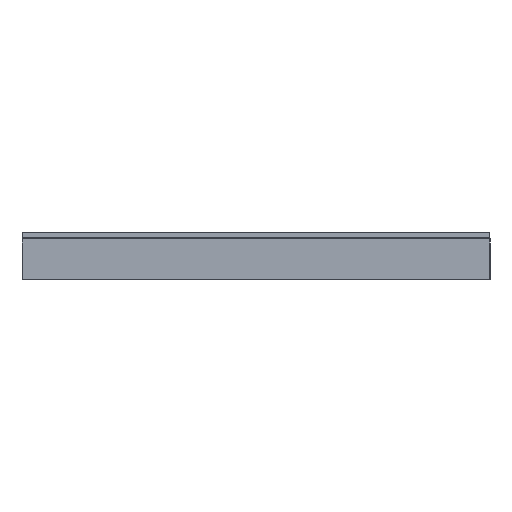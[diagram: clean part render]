
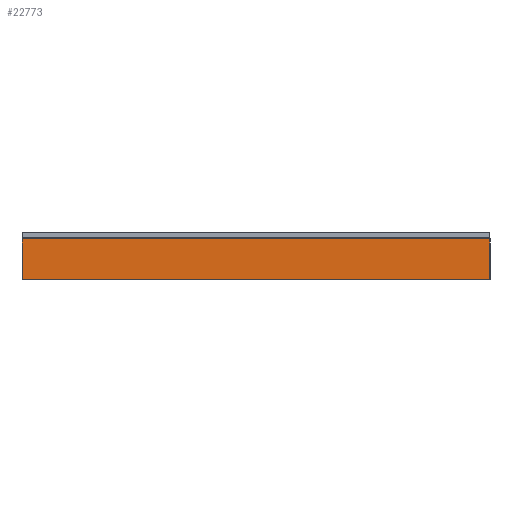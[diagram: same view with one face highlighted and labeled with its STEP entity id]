
A CAD part, left-side view. The second image highlights one B-rep face of the part: STEP entity #22773.
In plain terms, the highlighted planar face has unit normal (-1, 0, 0).
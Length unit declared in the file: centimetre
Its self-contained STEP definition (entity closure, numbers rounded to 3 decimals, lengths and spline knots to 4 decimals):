
#3062=FACE_OUTER_BOUND('',#4603,.T.);
#4603=EDGE_LOOP('',(#20780,#20781,#20782,#20783));
#6924=LINE('',#37834,#9265);
#6934=LINE('',#37874,#9275);
#6943=LINE('',#37893,#9284);
#6944=LINE('',#37894,#9285);
#9265=VECTOR('',#31249,1.);
#9275=VECTOR('',#31297,1.);
#9284=VECTOR('',#31316,1.);
#9285=VECTOR('',#31317,1.);
#11323=VERTEX_POINT('',#37828);
#11325=VERTEX_POINT('',#37832);
#11336=VERTEX_POINT('',#37872);
#11341=VERTEX_POINT('',#37892);
#14462=EDGE_CURVE('',#11323,#11325,#6924,.T.);
#14480=EDGE_CURVE('',#11336,#11325,#6934,.T.);
#14489=EDGE_CURVE('',#11323,#11341,#6943,.T.);
#14490=EDGE_CURVE('',#11341,#11336,#6944,.T.);
#20780=ORIENTED_EDGE('',*,*,#14489,.F.);
#20781=ORIENTED_EDGE('',*,*,#14462,.T.);
#20782=ORIENTED_EDGE('',*,*,#14480,.F.);
#20783=ORIENTED_EDGE('',*,*,#14490,.F.);
#21570=PLANE('',#24906);
#22773=ADVANCED_FACE('',(#3062),#21570,.T.);
#24906=AXIS2_PLACEMENT_3D('',#37891,#31314,#31315);
#31249=DIRECTION('',(0.,0.,1.));
#31297=DIRECTION('',(0.,-1.,0.));
#31314=DIRECTION('center_axis',(-1.,0.,0.));
#31315=DIRECTION('ref_axis',(0.,-1.,0.));
#31316=DIRECTION('',(0.,1.,0.));
#31317=DIRECTION('',(0.,0.,1.));
#37828=CARTESIAN_POINT('',(6.3016,-16.8243,-0.5));
#37832=CARTESIAN_POINT('',(6.3016,-16.8243,1.));
#37834=CARTESIAN_POINT('',(6.3016,-16.8243,-0.5));
#37872=CARTESIAN_POINT('',(6.3016,0.3457,1.));
#37874=CARTESIAN_POINT('',(6.3016,-16.8243,1.));
#37891=CARTESIAN_POINT('Origin',(6.3016,0.3457,-0.5));
#37892=CARTESIAN_POINT('',(6.3016,0.3457,-0.5));
#37893=CARTESIAN_POINT('',(6.3016,-16.8243,-0.5));
#37894=CARTESIAN_POINT('',(6.3016,0.3457,-0.5));
